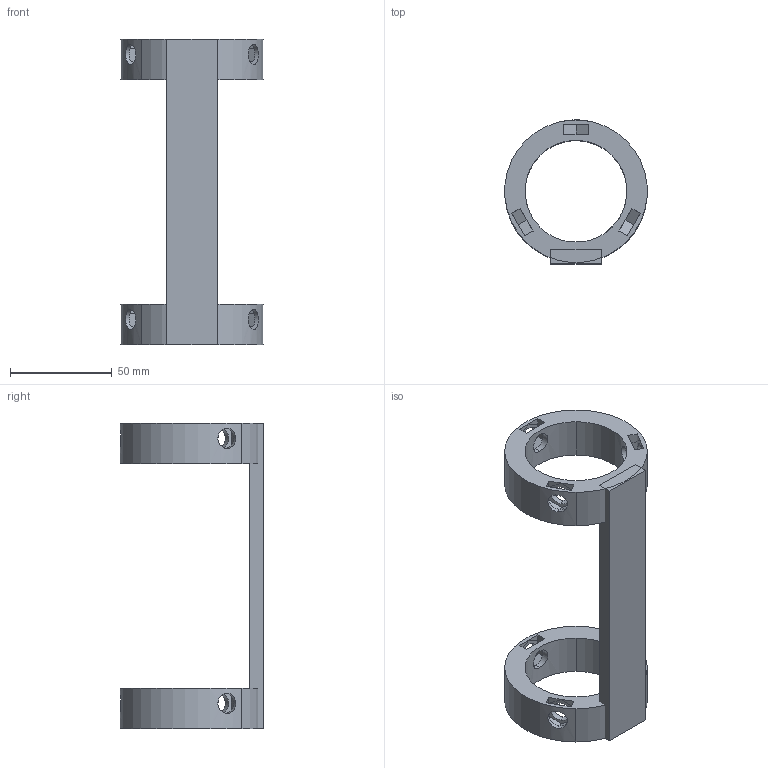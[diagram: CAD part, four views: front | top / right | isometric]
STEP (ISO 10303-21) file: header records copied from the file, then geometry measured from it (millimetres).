
FILE_DESCRIPTION(('STEP AP214'),'1');
FILE_NAME('lasermount.stp','2014-04-02T20:31:54',('Simon Woodruff'),('Woodruff Scientific Inc'),'Spatial InterOp 3D',' ',' ');
FILE_SCHEMA(('automotive_design'));
Length unit declared in the file: inch
Products named in the file (4): 1; 2; Block_12979; 3
Bounding box: 69.73 x 70.5 x 150 mm (x, y, z)
Volume: 94500.3 mm3; surface area: 34324 mm2
Topology: 3 solids, 3 shells, 150 faces, 404 edges, 268 vertices
Faces by surface type: plane 118, cylinder 32
Entity records: 6444 total; most frequent: CARTESIAN_POINT 1266, ORIENTED_EDGE 828, DIRECTION 728, EDGE_CURVE 414, LINE 340, VECTOR 340, VERTEX_POINT 276, AXIS2_PLACEMENT_3D 194
